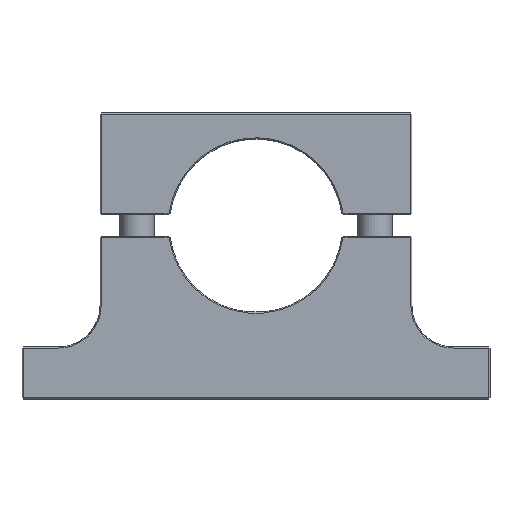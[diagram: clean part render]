
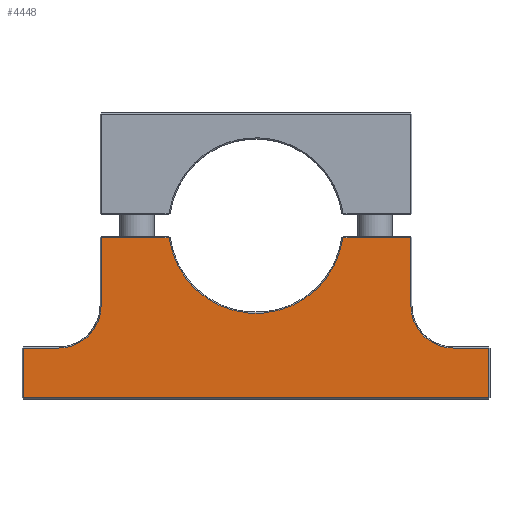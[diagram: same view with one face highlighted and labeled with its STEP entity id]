
A CAD part, top view. The second image highlights one B-rep face of the part: STEP entity #4448.
In plain terms, the highlighted planar face has unit normal (0, 0, 1).
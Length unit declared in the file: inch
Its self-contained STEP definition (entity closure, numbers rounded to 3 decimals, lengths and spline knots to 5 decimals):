
#76 = DIRECTION ( 'NONE',  ( -1., 0., 0. ) ) ;
#93 = ORIENTED_EDGE ( 'NONE', *, *, #1072, .T. ) ;
#119 = CIRCLE ( 'NONE', #2497, 0.385 ) ;
#164 = VERTEX_POINT ( 'NONE', #2061 ) ;
#167 = DIRECTION ( 'NONE',  ( 0., 0., -1. ) ) ;
#255 = VERTEX_POINT ( 'NONE', #537 ) ;
#322 = VECTOR ( 'NONE', #4002, 39.37008 ) ;
#420 = CARTESIAN_POINT ( 'NONE',  ( 0., -1.11236, 0.43307 ) ) ;
#537 = CARTESIAN_POINT ( 'NONE',  ( 0.79, -0.10843, 0.43307 ) ) ;
#610 = ORIENTED_EDGE ( 'NONE', *, *, #3046, .T. ) ;
#727 = CIRCLE ( 'NONE', #9909, 0.385 ) ;
#768 = ORIENTED_EDGE ( 'NONE', *, *, #4013, .T. ) ;
#960 = VERTEX_POINT ( 'NONE', #8320 ) ;
#1072 = EDGE_CURVE ( 'NONE', #1871, #255, #10613, .T. ) ;
#1191 = LINE ( 'NONE', #7388, #5613 ) ;
#1227 = CARTESIAN_POINT ( 'NONE',  ( -0.79, -0.10843, 0.43307 ) ) ;
#1411 = EDGE_CURVE ( 'NONE', #255, #9634, #10664, .T. ) ;
#1526 = VERTEX_POINT ( 'NONE', #2988 ) ;
#1734 = EDGE_LOOP ( 'NONE', ( #10000, #7732, #768, #8035, #7981, #10296, #2225, #93, #2512, #9098, #610, #2767 ) ) ;
#1871 = VERTEX_POINT ( 'NONE', #5360 ) ;
#1902 = CARTESIAN_POINT ( 'NONE',  ( 2.11598, -0.97937, 0.43307 ) ) ;
#2022 = CARTESIAN_POINT ( 'NONE',  ( 0., 0., 0.43307 ) ) ;
#2061 = CARTESIAN_POINT ( 'NONE',  ( 1.40732, -0.72736, 0.43307 ) ) ;
#2124 = VERTEX_POINT ( 'NONE', #7323 ) ;
#2212 = VERTEX_POINT ( 'NONE', #5768 ) ;
#2225 = ORIENTED_EDGE ( 'NONE', *, *, #8334, .T. ) ;
#2345 = EDGE_CURVE ( 'NONE', #9634, #2124, #1191, .T. ) ;
#2497 = AXIS2_PLACEMENT_3D ( 'NONE', #5152, #167, #5983 ) ;
#2512 = ORIENTED_EDGE ( 'NONE', *, *, #1411, .T. ) ;
#2669 = PLANE ( 'NONE',  #3897 ) ;
#2767 = ORIENTED_EDGE ( 'NONE', *, *, #3738, .T. ) ;
#2847 = DIRECTION ( 'NONE',  ( 1., 0., 0. ) ) ;
#2860 = VECTOR ( 'NONE', #5378, 39.37008 ) ;
#2926 = CARTESIAN_POINT ( 'NONE',  ( 0., -0.10843, 0.43307 ) ) ;
#2965 = DIRECTION ( 'NONE',  ( 0., 0., -1. ) ) ;
#2988 = CARTESIAN_POINT ( 'NONE',  ( 2.11598, -1.11236, 0.43307 ) ) ;
#3046 = EDGE_CURVE ( 'NONE', #2124, #960, #6826, .T. ) ;
#3165 = VERTEX_POINT ( 'NONE', #6606 ) ;
#3167 = DIRECTION ( 'NONE',  ( 0., 1., 0. ) ) ;
#3168 = CARTESIAN_POINT ( 'NONE',  ( -1.40732, -0.97937, 0.43307 ) ) ;
#3543 = DIRECTION ( 'NONE',  ( 0., 0., 1. ) ) ;
#3738 = EDGE_CURVE ( 'NONE', #960, #5601, #119, .T. ) ;
#3758 = LINE ( 'NONE', #420, #10389 ) ;
#3795 = VECTOR ( 'NONE', #3167, 39.37008 ) ;
#3897 = AXIS2_PLACEMENT_3D ( 'NONE', #8527, #3543, #9340 ) ;
#3912 = VERTEX_POINT ( 'NONE', #4421 ) ;
#3984 = CARTESIAN_POINT ( 'NONE',  ( -1.79232, -1.11236, 0.43307 ) ) ;
#4002 = DIRECTION ( 'NONE',  ( 0., 1., 0. ) ) ;
#4013 = EDGE_CURVE ( 'NONE', #5887, #3912, #9206, .T. ) ;
#4041 = DIRECTION ( 'NONE',  ( -1., 0., 0. ) ) ;
#4090 = EDGE_CURVE ( 'NONE', #5601, #3165, #3758, .T. ) ;
#4234 = VECTOR ( 'NONE', #76, 39.37008 ) ;
#4421 = CARTESIAN_POINT ( 'NONE',  ( 2.11598, -1.5648, 0.43307 ) ) ;
#4448 = ADVANCED_FACE ( 'NONE', ( #6213 ), #2669, .T. ) ;
#4785 = DIRECTION ( 'NONE',  ( -1., 0., 0. ) ) ;
#5152 = CARTESIAN_POINT ( 'NONE',  ( -1.79232, -0.72736, 0.43307 ) ) ;
#5360 = CARTESIAN_POINT ( 'NONE',  ( 1.40732, -0.10843, 0.43307 ) ) ;
#5378 = DIRECTION ( 'NONE',  ( 1., 0., 0. ) ) ;
#5414 = DIRECTION ( 'NONE',  ( -1., 0., 0. ) ) ;
#5463 = VECTOR ( 'NONE', #4041, 39.37008 ) ;
#5496 = EDGE_CURVE ( 'NONE', #3912, #1526, #6273, .T. ) ;
#5601 = VERTEX_POINT ( 'NONE', #3984 ) ;
#5613 = VECTOR ( 'NONE', #4785, 39.37008 ) ;
#5674 = CARTESIAN_POINT ( 'NONE',  ( 1.40732, -0.97937, 0.43307 ) ) ;
#5768 = CARTESIAN_POINT ( 'NONE',  ( 1.79232, -1.11236, 0.43307 ) ) ;
#5887 = VERTEX_POINT ( 'NONE', #8410 ) ;
#5983 = DIRECTION ( 'NONE',  ( 1., 0., 0. ) ) ;
#6098 = VECTOR ( 'NONE', #6885, 39.37008 ) ;
#6188 = EDGE_CURVE ( 'NONE', #1526, #2212, #9861, .T. ) ;
#6213 = FACE_OUTER_BOUND ( 'NONE', #1734, .T. ) ;
#6273 = LINE ( 'NONE', #1902, #3795 ) ;
#6366 = LINE ( 'NONE', #10139, #6098 ) ;
#6606 = CARTESIAN_POINT ( 'NONE',  ( -2.11598, -1.11236, 0.43307 ) ) ;
#6826 = LINE ( 'NONE', #3168, #8513 ) ;
#6885 = DIRECTION ( 'NONE',  ( 0., -1., 0. ) ) ;
#7323 = CARTESIAN_POINT ( 'NONE',  ( -1.40732, -0.10843, 0.43307 ) ) ;
#7388 = CARTESIAN_POINT ( 'NONE',  ( 0., -0.10843, 0.43307 ) ) ;
#7458 = EDGE_CURVE ( 'NONE', #2212, #164, #727, .T. ) ;
#7732 = ORIENTED_EDGE ( 'NONE', *, *, #9524, .T. ) ;
#7831 = DIRECTION ( 'NONE',  ( 0., 0., -1. ) ) ;
#7939 = CARTESIAN_POINT ( 'NONE',  ( 1.79232, -0.72736, 0.43307 ) ) ;
#7981 = ORIENTED_EDGE ( 'NONE', *, *, #6188, .T. ) ;
#8035 = ORIENTED_EDGE ( 'NONE', *, *, #5496, .T. ) ;
#8111 = DIRECTION ( 'NONE',  ( 0., -1., 0. ) ) ;
#8124 = AXIS2_PLACEMENT_3D ( 'NONE', #2022, #7831, #2847 ) ;
#8320 = CARTESIAN_POINT ( 'NONE',  ( -1.40732, -0.72736, 0.43307 ) ) ;
#8334 = EDGE_CURVE ( 'NONE', #164, #1871, #9149, .T. ) ;
#8410 = CARTESIAN_POINT ( 'NONE',  ( -2.11598, -1.5648, 0.43307 ) ) ;
#8513 = VECTOR ( 'NONE', #8111, 39.37008 ) ;
#8527 = CARTESIAN_POINT ( 'NONE',  ( 0., -0.97937, 0.43307 ) ) ;
#8787 = DIRECTION ( 'NONE',  ( 1., 0., 0. ) ) ;
#9010 = CARTESIAN_POINT ( 'NONE',  ( 0., -1.11236, 0.43307 ) ) ;
#9098 = ORIENTED_EDGE ( 'NONE', *, *, #2345, .T. ) ;
#9149 = LINE ( 'NONE', #5674, #322 ) ;
#9206 = LINE ( 'NONE', #10342, #2860 ) ;
#9340 = DIRECTION ( 'NONE',  ( 1., 0., 0. ) ) ;
#9524 = EDGE_CURVE ( 'NONE', #3165, #5887, #6366, .T. ) ;
#9634 = VERTEX_POINT ( 'NONE', #1227 ) ;
#9861 = LINE ( 'NONE', #9010, #5463 ) ;
#9909 = AXIS2_PLACEMENT_3D ( 'NONE', #7939, #2965, #8787 ) ;
#10000 = ORIENTED_EDGE ( 'NONE', *, *, #4090, .T. ) ;
#10139 = CARTESIAN_POINT ( 'NONE',  ( -2.11598, -0.97937, 0.43307 ) ) ;
#10296 = ORIENTED_EDGE ( 'NONE', *, *, #7458, .T. ) ;
#10342 = CARTESIAN_POINT ( 'NONE',  ( 0., -1.5648, 0.43307 ) ) ;
#10389 = VECTOR ( 'NONE', #5414, 39.37008 ) ;
#10613 = LINE ( 'NONE', #2926, #4234 ) ;
#10664 = CIRCLE ( 'NONE', #8124, 0.7974 ) ;
